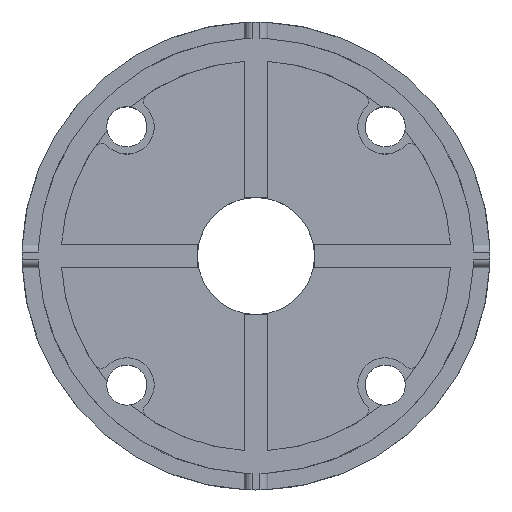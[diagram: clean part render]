
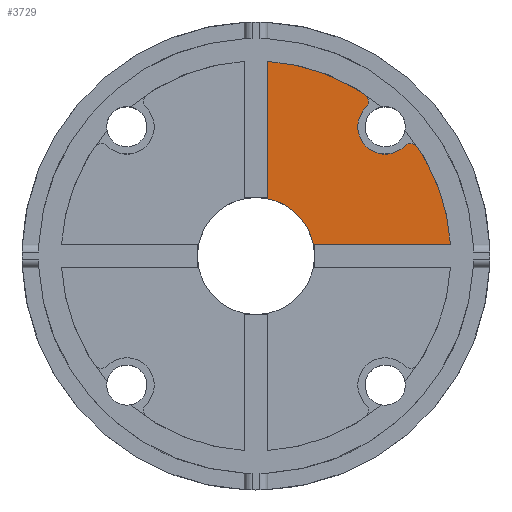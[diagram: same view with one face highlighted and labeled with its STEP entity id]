
A CAD part, top view. The second image highlights one B-rep face of the part: STEP entity #3729.
In plain terms, the highlighted planar face has unit normal (0, 0, 1).
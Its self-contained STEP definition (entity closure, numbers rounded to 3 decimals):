
#1926 = EDGE_CURVE('',#1927,#1929,#1931,.T.);
#1927 = VERTEX_POINT('',#1928);
#1928 = CARTESIAN_POINT('',(24.955,1.5,5.));
#1929 = VERTEX_POINT('',#1930);
#1930 = CARTESIAN_POINT('',(20.764,13.923,5.));
#1931 = CIRCLE('',#1932,25.);
#1932 = AXIS2_PLACEMENT_3D('',#1933,#1934,#1935);
#1933 = CARTESIAN_POINT('',(0.,0.,5.));
#1934 = DIRECTION('',(0.,0.,1.));
#1935 = DIRECTION('',(1.,0.,0.));
#1981 = VERTEX_POINT('',#1982);
#1982 = CARTESIAN_POINT('',(7.5,1.5,5.));
#1988 = EDGE_CURVE('',#1927,#1981,#1989,.T.);
#1989 = LINE('',#1990,#1991);
#1990 = CARTESIAN_POINT('',(24.955,1.5,5.));
#1991 = VECTOR('',#1992,1.);
#1992 = DIRECTION('',(-1.,0.,0.));
#2013 = VERTEX_POINT('',#2014);
#2014 = CARTESIAN_POINT('',(7.5,0.,5.));
#2020 = EDGE_CURVE('',#1981,#2013,#2021,.T.);
#2021 = LINE('',#2022,#2023);
#2022 = CARTESIAN_POINT('',(7.5,1.5,5.));
#2023 = VECTOR('',#2024,1.);
#2024 = DIRECTION('',(0.,-1.,0.));
#3031 = VERTEX_POINT('',#3032);
#3032 = CARTESIAN_POINT('',(1.5,7.5,5.));
#3038 = EDGE_CURVE('',#3039,#3031,#3041,.T.);
#3039 = VERTEX_POINT('',#3040);
#3040 = CARTESIAN_POINT('',(0.,7.5,5.));
#3041 = LINE('',#3042,#3043);
#3042 = CARTESIAN_POINT('',(-1.5,7.5,5.));
#3043 = VECTOR('',#3044,1.);
#3044 = DIRECTION('',(1.,0.,0.));
#3063 = VERTEX_POINT('',#3064);
#3064 = CARTESIAN_POINT('',(1.5,24.955,5.));
#3070 = EDGE_CURVE('',#3031,#3063,#3071,.T.);
#3071 = LINE('',#3072,#3073);
#3072 = CARTESIAN_POINT('',(1.5,7.5,5.));
#3073 = VECTOR('',#3074,1.);
#3074 = DIRECTION('',(0.,1.,0.));
#3094 = EDGE_CURVE('',#3095,#3063,#3097,.T.);
#3095 = VERTEX_POINT('',#3096);
#3096 = CARTESIAN_POINT('',(13.923,20.764,5.));
#3097 = CIRCLE('',#3098,25.);
#3098 = AXIS2_PLACEMENT_3D('',#3099,#3100,#3101);
#3099 = CARTESIAN_POINT('',(0.,0.,5.));
#3100 = DIRECTION('',(0.,0.,1.));
#3101 = DIRECTION('',(1.,0.,0.));
#3729 = ADVANCED_FACE('',(#3730),#3770,.T.);
#3730 = FACE_BOUND('',#3731,.T.);
#3731 = EDGE_LOOP('',(#3732,#3739,#3740,#3741,#3742,#3751,#3760,#3767,
    #3768,#3769));
#3732 = ORIENTED_EDGE('',*,*,#3733,.F.);
#3733 = EDGE_CURVE('',#2013,#3039,#3734,.T.);
#3734 = CIRCLE('',#3735,7.5);
#3735 = AXIS2_PLACEMENT_3D('',#3736,#3737,#3738);
#3736 = CARTESIAN_POINT('',(0.,0.,5.));
#3737 = DIRECTION('',(0.,0.,1.));
#3738 = DIRECTION('',(1.,0.,0.));
#3739 = ORIENTED_EDGE('',*,*,#2020,.F.);
#3740 = ORIENTED_EDGE('',*,*,#1988,.F.);
#3741 = ORIENTED_EDGE('',*,*,#1926,.T.);
#3742 = ORIENTED_EDGE('',*,*,#3743,.T.);
#3743 = EDGE_CURVE('',#1929,#3744,#3746,.T.);
#3744 = VERTEX_POINT('',#3745);
#3745 = CARTESIAN_POINT('',(19.041,14.091,5.));
#3746 = CIRCLE('',#3747,1.121);
#3747 = AXIS2_PLACEMENT_3D('',#3748,#3749,#3750);
#3748 = CARTESIAN_POINT('',(19.833,13.299,5.));
#3749 = DIRECTION('',(0.,0.,1.));
#3750 = DIRECTION('',(1.,0.,0.));
#3751 = ORIENTED_EDGE('',*,*,#3752,.F.);
#3752 = EDGE_CURVE('',#3753,#3744,#3755,.T.);
#3753 = VERTEX_POINT('',#3754);
#3754 = CARTESIAN_POINT('',(14.091,19.041,5.));
#3755 = CIRCLE('',#3756,3.5);
#3756 = AXIS2_PLACEMENT_3D('',#3757,#3758,#3759);
#3757 = CARTESIAN_POINT('',(16.566,16.566,5.));
#3758 = DIRECTION('',(0.,0.,1.));
#3759 = DIRECTION('',(1.,0.,0.));
#3760 = ORIENTED_EDGE('',*,*,#3761,.T.);
#3761 = EDGE_CURVE('',#3753,#3095,#3762,.T.);
#3762 = CIRCLE('',#3763,1.121);
#3763 = AXIS2_PLACEMENT_3D('',#3764,#3765,#3766);
#3764 = CARTESIAN_POINT('',(13.299,19.833,5.));
#3765 = DIRECTION('',(0.,0.,1.));
#3766 = DIRECTION('',(1.,0.,0.));
#3767 = ORIENTED_EDGE('',*,*,#3094,.T.);
#3768 = ORIENTED_EDGE('',*,*,#3070,.F.);
#3769 = ORIENTED_EDGE('',*,*,#3038,.F.);
#3770 = PLANE('',#3771);
#3771 = AXIS2_PLACEMENT_3D('',#3772,#3773,#3774);
#3772 = CARTESIAN_POINT('',(0.,0.,5.));
#3773 = DIRECTION('',(0.,0.,1.));
#3774 = DIRECTION('',(1.,0.,0.));
